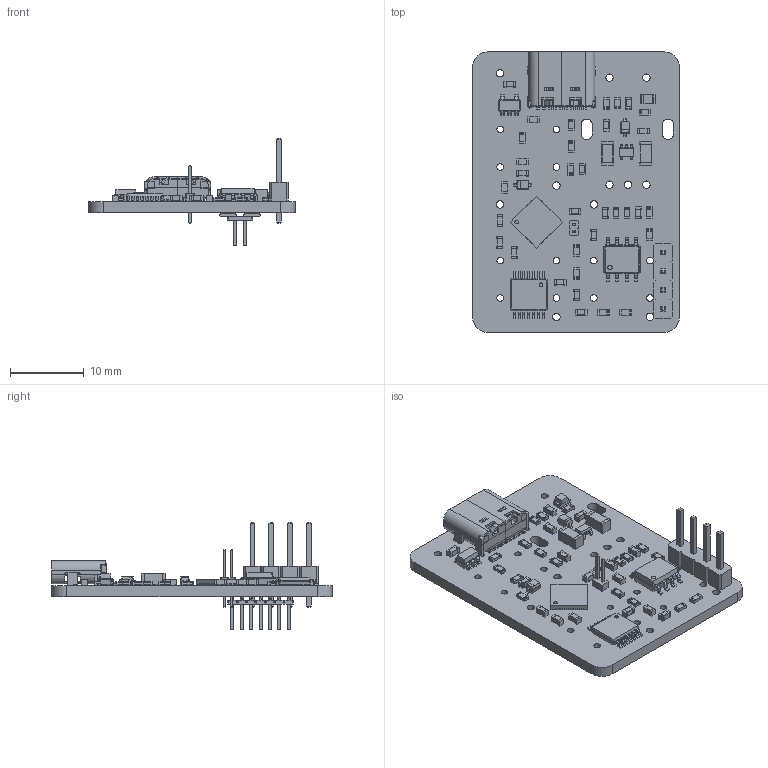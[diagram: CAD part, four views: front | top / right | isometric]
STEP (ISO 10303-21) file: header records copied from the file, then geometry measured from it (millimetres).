
FILE_DESCRIPTION(('KiCad electronic assembly'),'2;1');
FILE_NAME('synthmate_L432.step','2026-01-27T10:52:16',('Pcbnew'),( 'Kicad'),'Open CASCADE STEP processor 7.8','KiCad to STEP converter' ,'Unknown');
FILE_SCHEMA(('AUTOMOTIVE_DESIGN { 1 0 10303 214 1 1 1 1 }'));
Length unit declared in the file: millimetre
Products named in the file (16): synthmate_L432 1; PinHeader_1x04_P2.54mm_Vertical; TSSOP-14_4.4x5mm_P0.65mm; C_0603_1608Metric; R_0603_1608Metric; USB_C_Receptacle_GCT_USB4105-xx-A_16P_TopMnt_Horizontal; D_SOD-323; SOIC-8_3.9x4.9mm_P1.27mm; SOT-353_SC-70-5; SOT-23-5; LED_0805_2012Metric; C_1206_3216Metric; QFN-32-1EP_5x5mm_P0.5mm_EP3.45x3.45mm; PinHeader_1x02_P1.00mm_Vertical; PinHeader_2x07_P1.27mm_Vertical_SMD; synthmate_L432_PCB
Assembly tree (49 placements, depth 2):
  synthmate_L432 1
    PinHeader_1x04_P2.54mm_Vertical
    TSSOP-14_4.4x5mm_P0.65mm
    C_0603_1608Metric  x16
    R_0603_1608Metric  x18
    USB_C_Receptacle_GCT_USB4105-xx-A_16P_TopMnt_Horizontal
    D_SOD-323  x2
    SOIC-8_3.9x4.9mm_P1.27mm
    SOT-353_SC-70-5
    SOT-23-5
    LED_0805_2012Metric
    C_1206_3216Metric  x2
    QFN-32-1EP_5x5mm_P0.5mm_EP3.45x3.45mm
    PinHeader_1x02_P1.00mm_Vertical
    PinHeader_2x07_P1.27mm_Vertical_SMD
    synthmate_L432_PCB
Bounding box: 28 x 38.03 x 14.62 mm (x, y, z)
Volume: 1907.6 mm3; surface area: 3916.1 mm2
Topology: 84 solids, 84 shells, 3152 faces, 8077 edges, 5152 vertices
Faces by surface type: plane 2216, cylinder 748, bspline 180, cone 8
Full cylindrical faces by diameter (mm): 0.5 x6, 0.6 x1, 0.65 x2, 0.9 x12, 1 x15
Entity records: 80858 total; most frequent: CARTESIAN_POINT 12128, ORIENTED_EDGE 11226, DIRECTION 10453, EDGE_CURVE 5613, LINE 4611, VECTOR 4611, VERTEX_POINT 3544, AXIS2_PLACEMENT_3D 2921
